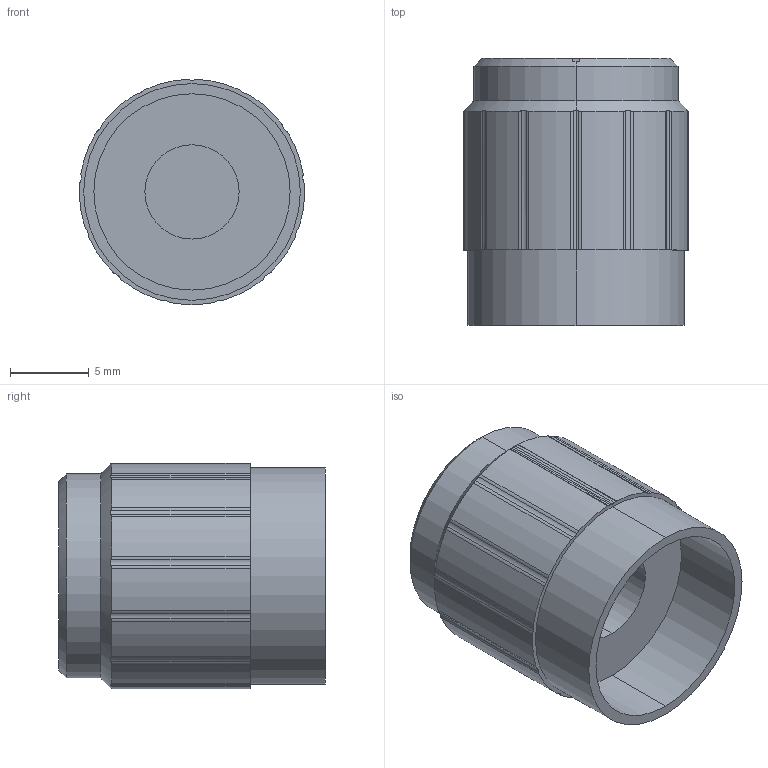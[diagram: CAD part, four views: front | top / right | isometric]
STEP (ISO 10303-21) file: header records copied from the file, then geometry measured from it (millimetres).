
FILE_DESCRIPTION (( 'STEP AP203' ), '1' );
FILE_NAME ('Pot Knob.STEP', '2019-12-31T12:54:15', ( '' ), ( '' ), 'SwSTEP 2.0', 'SolidWorks 2018', '' );
FILE_SCHEMA (( 'CONFIG_CONTROL_DESIGN' ));
Length unit declared in the file: millimetre
Products named in the file (1): Pot Knob
Bounding box: 14.33 x 17 x 14.34 mm (x, y, z)
Volume: 1708.7 mm3; surface area: 1428.1 mm2
Topology: 1 solids, 1 shells, 77 faces, 210 edges, 138 vertices
Faces by surface type: cylinder 64, plane 9, cone 4
Entity records: 2611 total; most frequent: CARTESIAN_POINT 582, ORIENTED_EDGE 420, DIRECTION 412, EDGE_CURVE 210, AXIS2_PLACEMENT_3D 168, VERTEX_POINT 138, CIRCLE 90, EDGE_LOOP 80
